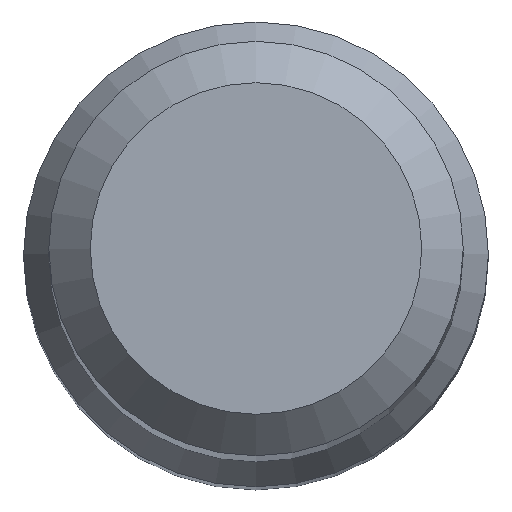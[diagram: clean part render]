
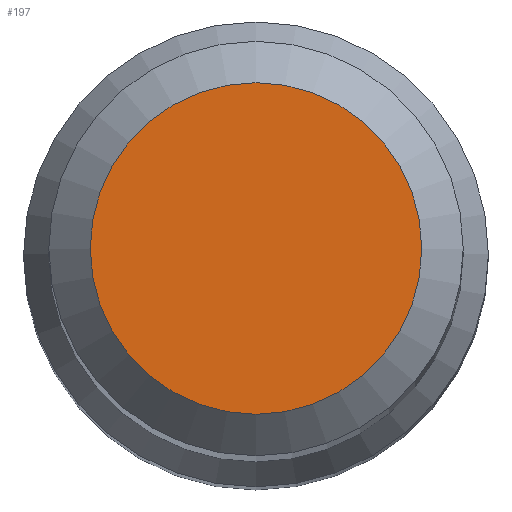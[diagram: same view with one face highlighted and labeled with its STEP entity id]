
A CAD part, top view. The second image highlights one B-rep face of the part: STEP entity #197.
In plain terms, the highlighted planar face has unit normal (0, 0, 1).
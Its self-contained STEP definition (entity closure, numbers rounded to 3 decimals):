
#13 = CARTESIAN_POINT ( 'NONE',  ( 0., 0., 63. ) ) ;
#21 = PLANE ( 'NONE',  #120 ) ;
#30 = EDGE_LOOP ( 'NONE', ( #169 ) ) ;
#69 = DIRECTION ( 'NONE',  ( 0., 1., 0. ) ) ;
#106 = VERTEX_POINT ( 'NONE', #151 ) ;
#120 = AXIS2_PLACEMENT_3D ( 'NONE', #236, #174, #209 ) ;
#132 = FACE_OUTER_BOUND ( 'NONE', #30, .T. ) ;
#151 = CARTESIAN_POINT ( 'NONE',  ( 0., 2., 63. ) ) ;
#169 = ORIENTED_EDGE ( 'NONE', *, *, #215, .F. ) ;
#174 = DIRECTION ( 'NONE',  ( 0., 0., -1. ) ) ;
#181 = AXIS2_PLACEMENT_3D ( 'NONE', #13, #238, #69 ) ;
#197 = ADVANCED_FACE ( 'NONE', ( #132 ), #21, .F. ) ;
#209 = DIRECTION ( 'NONE',  ( 0., 1., 0. ) ) ;
#215 = EDGE_CURVE ( 'NONE', #106, #106, #230, .T. ) ;
#230 = CIRCLE ( 'NONE', #181, 2. ) ;
#236 = CARTESIAN_POINT ( 'NONE',  ( 0., 0., 63. ) ) ;
#238 = DIRECTION ( 'NONE',  ( 0., 0., -1. ) ) ;
